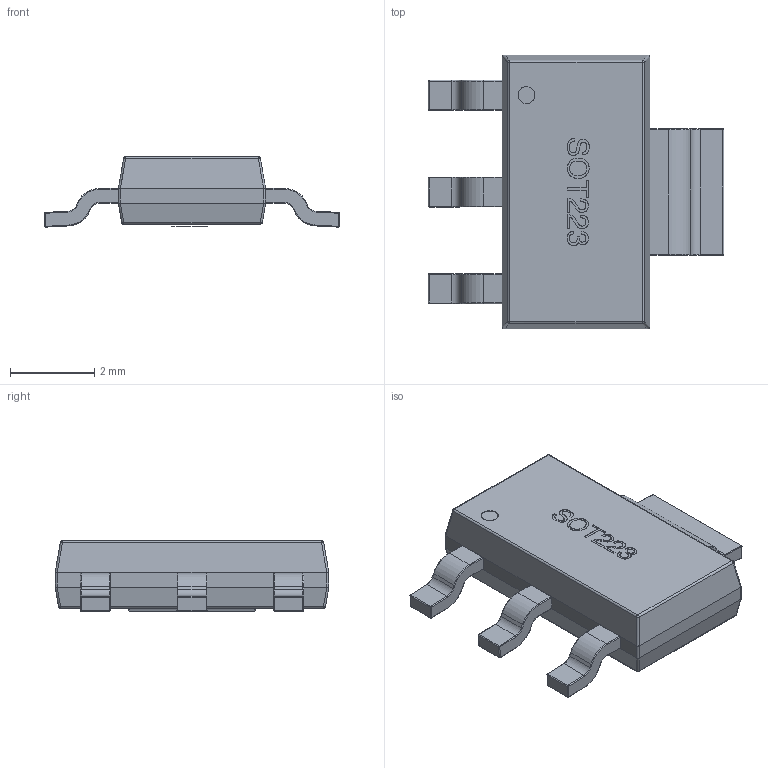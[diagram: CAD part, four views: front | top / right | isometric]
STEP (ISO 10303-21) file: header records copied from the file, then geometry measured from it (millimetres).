
FILE_DESCRIPTION (( 'STEP AP214' ), '1' );
FILE_NAME ('SOT223_N.STEP', '2018-02-01T03:08:37', ( 'Microsoft' ), ( 'Microsoft' ), 'SwSTEP 2.0', 'SolidWorks 2016', '' );
FILE_SCHEMA (( 'AUTOMOTIVE_DESIGN' ));
Length unit declared in the file: millimetre
Products named in the file (6): 807888536; LOGOԲ0.25; SOT223_褐-2; SOT223_褐-1; SOT223; SOT223_N
Assembly tree (7 placements, depth 3):
  SOT223_N
    807888536
      SOT223
      SOT223_褐-1
      SOT223_褐-2  x3
      LOGOԲ0.25
Bounding box: 7.02 x 6.5 x 1.67 mm (x, y, z)
Volume: 38.5 mm3; surface area: 101.9 mm2
Topology: 5 solids, 19 shells, 406 faces, 937 edges, 563 vertices
Faces by surface type: plane 148, cylinder 122, bspline 82, torus 32, sphere 22
Entity records: 15690 total; most frequent: CARTESIAN_POINT 5066, ORIENTED_EDGE 1478, DIRECTION 1212, EDGE_CURVE 741, VERTEX_POINT 459, LINE 416, VECTOR 416, AXIS2_PLACEMENT_3D 398
